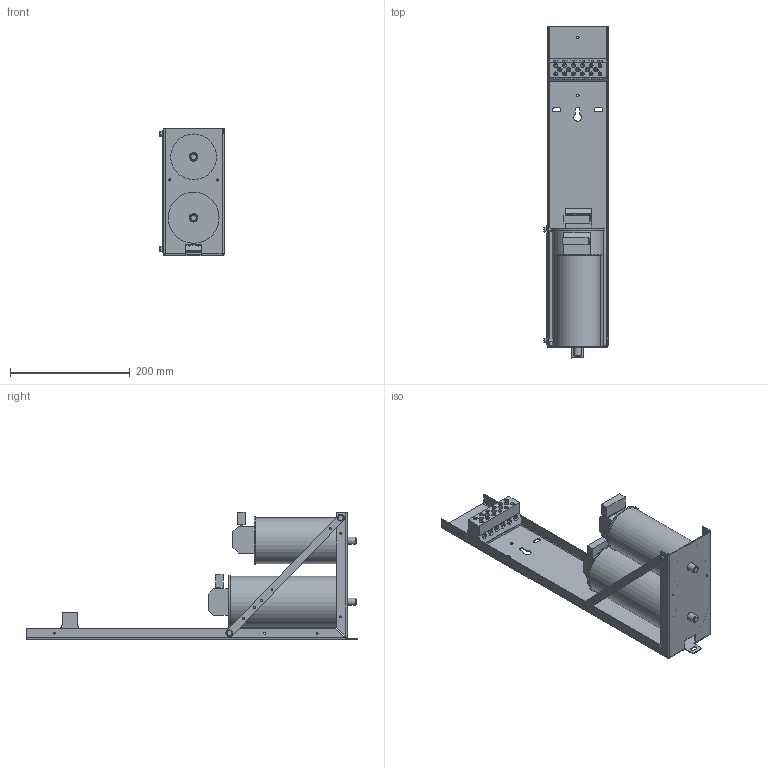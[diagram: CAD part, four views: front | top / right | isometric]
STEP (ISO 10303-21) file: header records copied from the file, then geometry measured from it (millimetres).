
FILE_DESCRIPTION(/* description */ (''),/* implementation_level */ '2;1');
FILE_NAME(/* name */ 'KPCUL013A64.stp',/* time_stamp */ '2020-03-10T15:30:00-05:00',/* author */ ('jnelson'),/* organization */ (''),/* preprocessor_version */ 'ST-DEVELOPER v17',/* originating_system */ 'Autodesk Inventor 2019',/* authorisation */ '');
FILE_SCHEMA (('AUTOMOTIVE_DESIGN { 1 0 10303 214 3 1 1 }'));
Length unit declared in the file: inch
Products named in the file (16): KPCUL013A64; 2 CAP HOLE TRAY Curtist; 27791-A; 27938; 27937; 25441; 28065; 19324; 27605; 3 KVAR; ASC TERM BLOCK; bleeder resistor; 27607; 10KVAR; ASC TERM BLOCK_1; bleeder resistor_1
Assembly tree (17 placements, depth 3):
  KPCUL013A64
    2 CAP HOLE TRAY Curtist
      27791-A
      27938  x2
      27937
      25441  x2
      28065
      19324
    27605
      3 KVAR
      ASC TERM BLOCK
      bleeder resistor
    27607
      10KVAR
      ASC TERM BLOCK_1
      bleeder resistor_1
Bounding box: 106.87 x 553.72 x 212.85 mm (x, y, z)
Volume: 2184763.3 mm3; surface area: 415102.8 mm2
Topology: 32 solids, 32 shells, 910 faces, 2373 edges, 1568 vertices
Faces by surface type: plane 653, cylinder 198, bspline 48, torus 9, cone 2
Full cylindrical faces by diameter (mm): 2.54 x6, 2.794 x3, 3.251 x12, 3.556 x9, 3.962 x5, 4.597 x2, 4.699 x12, 4.724 x2, 4.801 x4, 4.898 x5, 5.08 x12, 5.083 x1, 6.124 x5, 6.35 x5, 6.375 x12, 6.379 x1, 7.341 x5, 11.989 x2, 14.224 x2, 76.2 x2, 80.264 x1, 85.09 x2, 89.154 x1
Entity records: 28586 total; most frequent: CARTESIAN_POINT 5613, ORIENTED_EDGE 4618, DIRECTION 4453, EDGE_CURVE 2309, LINE 1619, VECTOR 1619, VERTEX_POINT 1527, AXIS2_PLACEMENT_3D 1417
